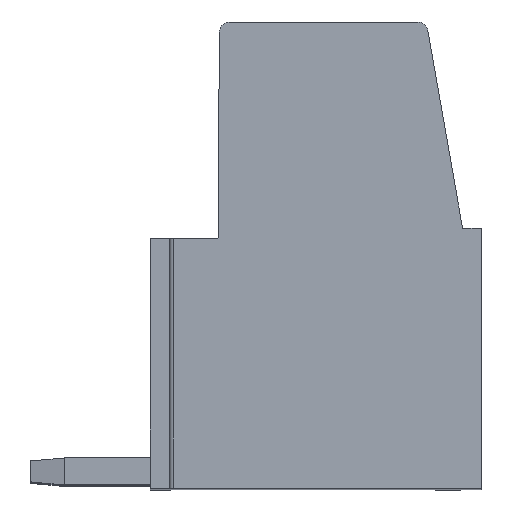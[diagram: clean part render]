
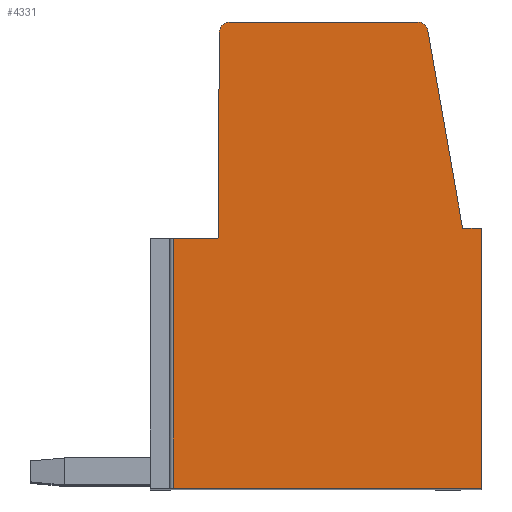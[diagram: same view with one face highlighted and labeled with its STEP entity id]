
A CAD part, top view. The second image highlights one B-rep face of the part: STEP entity #4331.
In plain terms, the highlighted planar face has unit normal (0, 0, 1).
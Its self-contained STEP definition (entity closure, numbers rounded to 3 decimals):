
#811=DIRECTION('',(0.,1.,0.));
#812=VECTOR('',#811,7.4);
#813=CARTESIAN_POINT('',(-4.225,-7.4,2.5));
#814=LINE('',#813,#812);
#815=DIRECTION('',(-1.,0.,0.));
#816=VECTOR('',#815,1.325);
#817=CARTESIAN_POINT('',(-2.9,0.,2.5));
#818=LINE('',#817,#816);
#819=DIRECTION('',(-0.007,-1.,0.));
#820=VECTOR('',#819,6.1);
#821=CARTESIAN_POINT('',(-2.859,6.1,2.5));
#822=LINE('',#821,#820);
#823=CARTESIAN_POINT('',(-2.557,6.098,2.5));
#824=DIRECTION('',(0.,0.,1.));
#825=DIRECTION('',(0.,1.,0.));
#826=AXIS2_PLACEMENT_3D('',#823,#824,#825);
#828=DIRECTION('',(-1.,0.,0.));
#829=VECTOR('',#828,5.57);
#830=CARTESIAN_POINT('',(3.013,6.4,2.5));
#831=LINE('',#830,#829);
#832=CARTESIAN_POINT('',(3.013,6.098,2.5));
#833=DIRECTION('',(0.,0.,1.));
#834=DIRECTION('',(0.985,0.173,0.));
#835=AXIS2_PLACEMENT_3D('',#832,#833,#834);
#837=DIRECTION('',(-0.173,0.985,0.));
#838=VECTOR('',#837,5.94);
#839=CARTESIAN_POINT('',(4.34,0.3,2.5));
#840=LINE('',#839,#838);
#841=DIRECTION('',(-1.,0.,0.));
#842=VECTOR('',#841,0.56);
#843=CARTESIAN_POINT('',(4.9,0.3,2.5));
#844=LINE('',#843,#842);
#845=DIRECTION('',(0.,1.,0.));
#846=VECTOR('',#845,7.7);
#847=CARTESIAN_POINT('',(4.9,-7.4,2.5));
#848=LINE('',#847,#846);
#849=DIRECTION('',(1.,0.,0.));
#850=VECTOR('',#849,9.125);
#851=CARTESIAN_POINT('',(-4.225,-7.4,2.5));
#852=LINE('',#851,#850);
#2529=CARTESIAN_POINT('',(4.9,-7.4,2.5));
#2530=CARTESIAN_POINT('',(4.9,0.3,2.5));
#2531=VERTEX_POINT('',#2529);
#2532=VERTEX_POINT('',#2530);
#2533=CARTESIAN_POINT('',(4.34,0.3,2.5));
#2534=VERTEX_POINT('',#2533);
#2535=CARTESIAN_POINT('',(3.311,6.15,2.5));
#2536=VERTEX_POINT('',#2535);
#2537=CARTESIAN_POINT('',(3.013,6.4,2.5));
#2538=VERTEX_POINT('',#2537);
#2539=CARTESIAN_POINT('',(-2.557,6.4,2.5));
#2540=VERTEX_POINT('',#2539);
#2541=CARTESIAN_POINT('',(-2.859,6.1,2.5));
#2542=VERTEX_POINT('',#2541);
#2543=CARTESIAN_POINT('',(-2.9,0.,2.5));
#2544=VERTEX_POINT('',#2543);
#2589=CARTESIAN_POINT('',(-4.225,-7.4,2.5));
#2590=CARTESIAN_POINT('',(-4.225,0.,2.5));
#2591=VERTEX_POINT('',#2589);
#2592=VERTEX_POINT('',#2590);
#4307=CARTESIAN_POINT('',(0.,0.,2.5));
#4308=DIRECTION('',(0.,0.,1.));
#4309=DIRECTION('',(1.,0.,0.));
#4310=AXIS2_PLACEMENT_3D('',#4307,#4308,#4309);
#4311=PLANE('',#4310);
#4312=ORIENTED_EDGE('',*,*,#4299,.T.);
#4313=ORIENTED_EDGE('',*,*,#3274,.F.);
#4315=ORIENTED_EDGE('',*,*,#4314,.F.);
#4317=ORIENTED_EDGE('',*,*,#4316,.F.);
#4319=ORIENTED_EDGE('',*,*,#4318,.F.);
#4321=ORIENTED_EDGE('',*,*,#4320,.F.);
#4323=ORIENTED_EDGE('',*,*,#4322,.F.);
#4325=ORIENTED_EDGE('',*,*,#4324,.F.);
#4327=ORIENTED_EDGE('',*,*,#4326,.F.);
#4328=ORIENTED_EDGE('',*,*,#3372,.F.);
#4329=EDGE_LOOP('',(#4312,#4313,#4315,#4317,#4319,#4321,#4323,#4325,#4327,
#4328));
#4330=FACE_OUTER_BOUND('',#4329,.F.);
#827=CIRCLE('',#826,0.302);
#836=CIRCLE('',#835,0.302);
#3274=EDGE_CURVE('',#2544,#2592,#818,.T.);
#3372=EDGE_CURVE('',#2591,#2531,#852,.T.);
#4299=EDGE_CURVE('',#2591,#2592,#814,.T.);
#4314=EDGE_CURVE('',#2542,#2544,#822,.T.);
#4316=EDGE_CURVE('',#2540,#2542,#827,.T.);
#4318=EDGE_CURVE('',#2538,#2540,#831,.T.);
#4320=EDGE_CURVE('',#2536,#2538,#836,.T.);
#4322=EDGE_CURVE('',#2534,#2536,#840,.T.);
#4324=EDGE_CURVE('',#2532,#2534,#844,.T.);
#4326=EDGE_CURVE('',#2531,#2532,#848,.T.);
#4331=ADVANCED_FACE('',(#4330),#4311,.T.);
